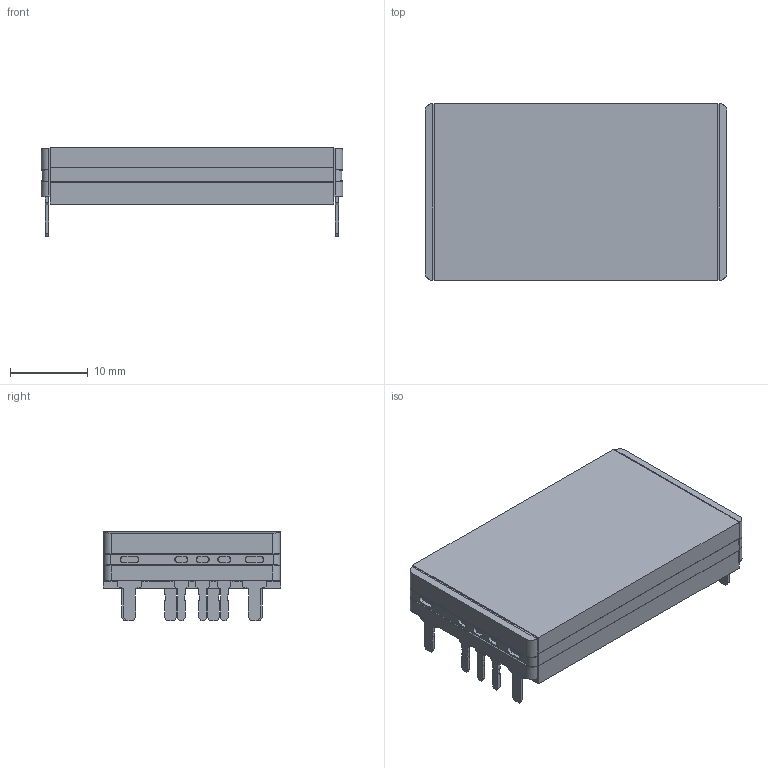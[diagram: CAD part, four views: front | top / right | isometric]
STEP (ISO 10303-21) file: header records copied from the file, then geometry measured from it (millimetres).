
FILE_DESCRIPTION(('FreeCAD Model'),'2;1');
FILE_NAME('40275-def.step', '2017-02-22T13:29:10',('kicad StepUp'),('ksu MCAD'), 'Open CASCADE STEP processor 6.8','FreeCAD','Unknown');
FILE_SCHEMA(('AUTOMOTIVE_DESIGN_CC2 { 1 2 10303 214 -1 1 5 4 }'));
Length unit declared in the file: millimetre
Products named in the file (1): 40275-def
Bounding box: 38.72 x 22.8 x 11.43 mm (x, y, z)
Volume: 6330.3 mm3; surface area: 3211.1 mm2
Topology: 1 solids, 1 shells, 531 faces, 1614 edges, 1178 vertices
Faces by surface type: plane 485, cone 22, cylinder 16, bspline 8
Entity records: 22073 total; most frequent: CARTESIAN_POINT 3596, ORIENTED_EDGE 3228, DIRECTION 2698, EDGE_CURVE 1614, LINE 1530, VECTOR 1530, VERTEX_POINT 1178, FACE_BOUND 624
